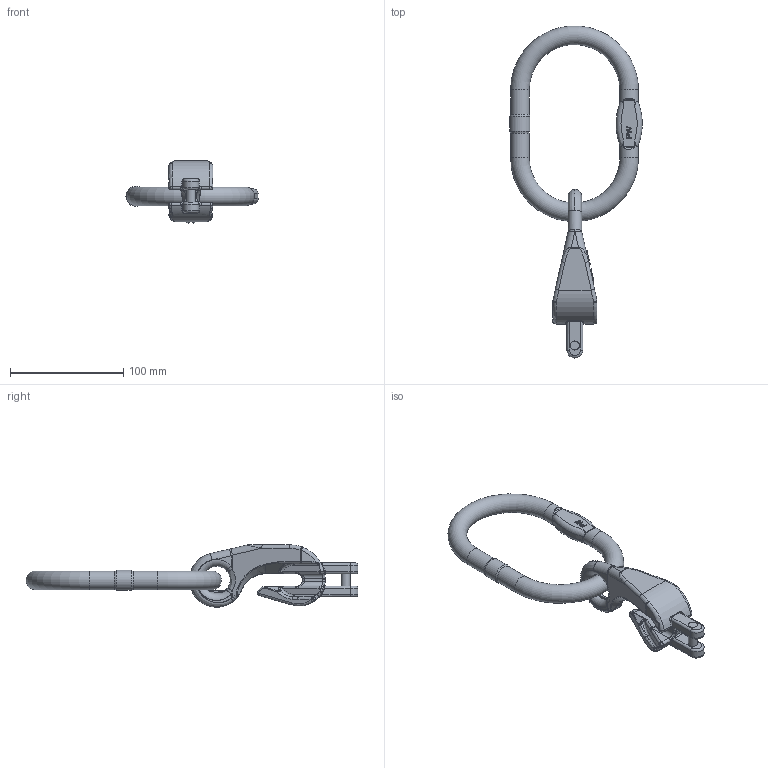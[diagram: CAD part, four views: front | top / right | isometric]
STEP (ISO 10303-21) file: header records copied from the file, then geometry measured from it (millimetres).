
FILE_DESCRIPTION(/* description */ (''),/* implementation_level */ '2;1');
FILE_NAME(/* name */ 'VMXKW1-8 Kundenmodell.stp',/* time_stamp */ '2017-11-08T15:52:55+01:00',/* author */ (''),/* organization */ (''),/* preprocessor_version */ 'ST-DEVELOPER v16',/* originating_system */ 'SIEMENS PLM Software NX 11.0',/* authorisation */ '');
FILE_SCHEMA (('AUTOMOTIVE_DESIGN { 1 0 10303 214 3 1 1 1 }'));
Length unit declared in the file: millimetre
Products named in the file (1): zer27EC82323oxd
Bounding box: 116.87 x 293.38 x 55 mm (x, y, z)
Volume: 180523.9 mm3; surface area: 43282.3 mm2
Topology: 3 solids, 3 shells, 628 faces, 1584 edges, 982 vertices
Faces by surface type: plane 220, extrusion 133, bspline 116, cylinder 106, torus 35, sphere 12, cone 6
Full cylindrical faces by diameter (mm): 8 x3, 16.5 x4, 17.738 x1
Entity records: 23021 total; most frequent: CARTESIAN_POINT 9187, ORIENTED_EDGE 3112, DIRECTION 2314, EDGE_CURVE 1556, VERTEX_POINT 976, VECTOR 782, AXIS2_PLACEMENT_3D 766, EDGE_LOOP 678
